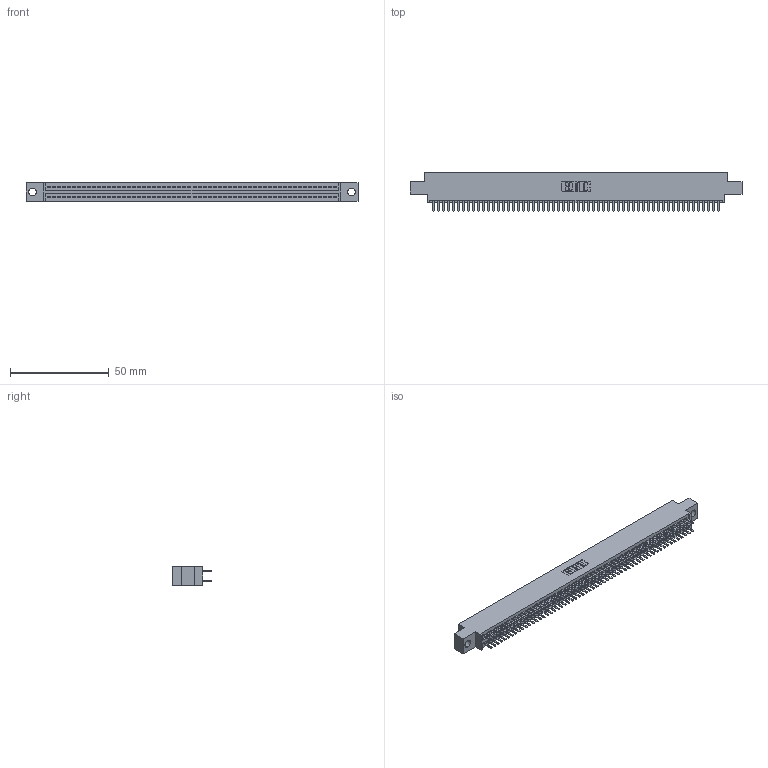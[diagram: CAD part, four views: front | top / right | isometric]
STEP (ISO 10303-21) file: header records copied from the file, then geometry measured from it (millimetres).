
FILE_DESCRIPTION (( 'STEP AP203' ), '1' );
FILE_NAME ('345-116-520-804.STEP', '2021-05-25T15:28:37', ( '' ), ( '' ), 'SwSTEP 2.0', 'SolidWorks 2020', '' );
FILE_SCHEMA (( 'CONFIG_CONTROL_DESIGN' ));
Length unit declared in the file: inch
Products named in the file (3): 345 Part_0.170 Offset - 0.156 Dia-TI; 345-116-520-804; 345-292-001_345-293-120
Assembly tree (117 placements, depth 2):
  345-116-520-804
    345 Part_0.170 Offset - 0.156 Dia-TI
    345-292-001_345-293-120  x116
Bounding box: 168.53 x 19.68 x 9.4 mm (x, y, z)
Volume: 16249.3 mm3; surface area: 24215.6 mm2
Topology: 117 solids, 117 shells, 6408 faces, 18601 edges, 12090 vertices
Faces by surface type: plane 4158, cylinder 2250
Entity records: 44019 total; most frequent: CARTESIAN_POINT 7382, ORIENTED_EDGE 7302, DIRECTION 6475, EDGE_CURVE 3651, VECTOR 3283, LINE 3283, VERTEX_POINT 2430, AXIS2_PLACEMENT_3D 1596
